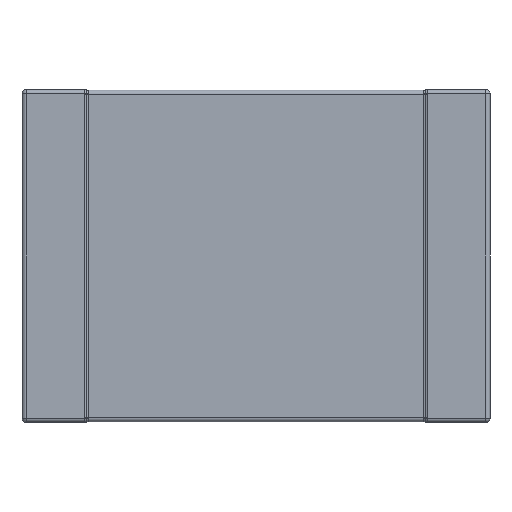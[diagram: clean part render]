
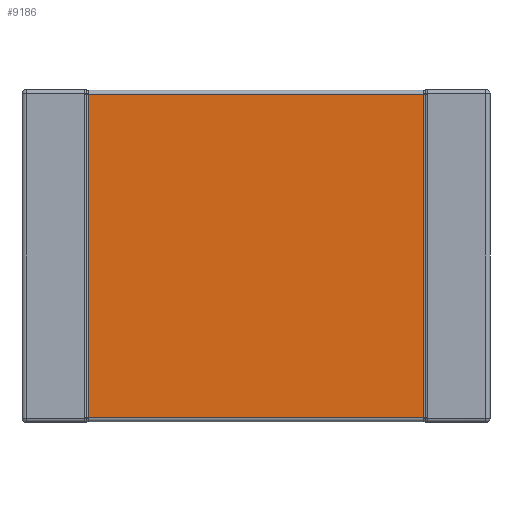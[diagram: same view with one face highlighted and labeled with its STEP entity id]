
A CAD part, front view. The second image highlights one B-rep face of the part: STEP entity #9186.
In plain terms, the highlighted planar face has unit normal (0, -1, 0).
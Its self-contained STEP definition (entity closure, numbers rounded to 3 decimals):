
#1291=CARTESIAN_POINT('',(1.614,0.01,1.555));
#1301=CARTESIAN_POINT('',(-1.614,0.01,
1.555));
#1348=DIRECTION('',(0.,0.,-1.));
#1349=VECTOR('',#1348,3.11);
#1350=CARTESIAN_POINT('',(1.614,0.01,1.555));
#1351=LINE('',#1350,#1349);
#1355=DIRECTION('',(1.,0.,0.));
#1356=VECTOR('',#1355,3.227);
#1357=CARTESIAN_POINT('',(-1.614,0.01,
-1.555));
#1358=LINE('',#1357,#1356);
#1362=DIRECTION('',(0.,0.,-1.));
#1363=VECTOR('',#1362,3.11);
#1364=CARTESIAN_POINT('',(-1.614,0.01,
1.555));
#1365=LINE('',#1364,#1363);
#1369=DIRECTION('',(-1.,0.,0.));
#1370=VECTOR('',#1369,3.227);
#1371=CARTESIAN_POINT('',(1.614,0.01,1.555));
#1372=LINE('',#1371,#1370);
#6031=VERTEX_POINT('',#1291);
#6032=CARTESIAN_POINT('',(1.614,0.01,
-1.555));
#6033=VERTEX_POINT('',#6032);
#6050=VERTEX_POINT('',#1301);
#6051=CARTESIAN_POINT('',(-1.614,0.01,
-1.555));
#6052=VERTEX_POINT('',#6051);
#9173=CARTESIAN_POINT('',(1.64,0.01,1.6));
#9174=DIRECTION('',(0.,1.,0.));
#9175=DIRECTION('',(-1.,0.,0.));
#9176=AXIS2_PLACEMENT_3D('',#9173,#9174,#9175);
#9177=PLANE('',#9176);
#9178=ORIENTED_EDGE('',*,*,#8069,.T.);
#9180=ORIENTED_EDGE('',*,*,#9179,.F.);
#9182=ORIENTED_EDGE('',*,*,#9181,.F.);
#9183=ORIENTED_EDGE('',*,*,#9160,.F.);
#9184=EDGE_LOOP('',(#9178,#9180,#9182,#9183));
#9185=FACE_OUTER_BOUND('',#9184,.F.);
#9186=ADVANCED_FACE('',(#9185),#9177,.F.);
#8069=EDGE_CURVE('',#6031,#6033,#1351,.T.);
#9160=EDGE_CURVE('',#6031,#6050,#1372,.T.);
#9179=EDGE_CURVE('',#6052,#6033,#1358,.T.);
#9181=EDGE_CURVE('',#6050,#6052,#1365,.T.);
